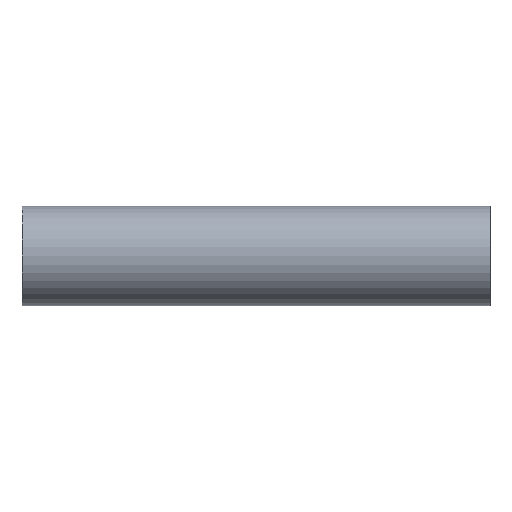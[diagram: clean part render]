
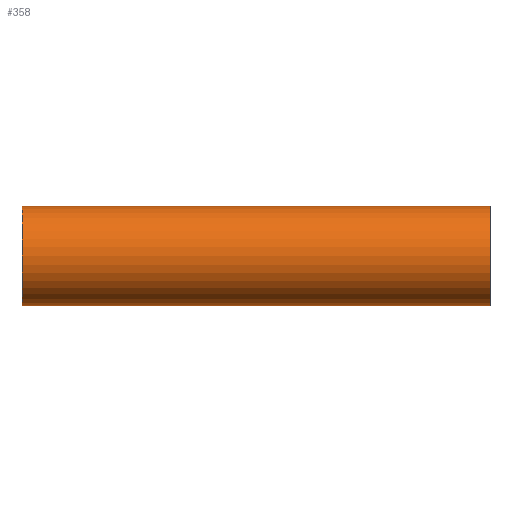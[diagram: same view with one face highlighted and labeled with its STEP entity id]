
A CAD part, left-side view. The second image highlights one B-rep face of the part: STEP entity #358.
In plain terms, the highlighted cylindrical face has radius 42.5 mm (diameter 85 mm), a partial arc.
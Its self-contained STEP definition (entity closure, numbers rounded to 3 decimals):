
#2 = CARTESIAN_POINT ( 'NONE',  ( 0., 250., -42.5 ) ) ;
#5 = DIRECTION ( 'NONE',  ( 0., 0., 1. ) ) ;
#31 = CYLINDRICAL_SURFACE ( 'NONE', #268, 42.5 ) ;
#58 = DIRECTION ( 'NONE',  ( 0., 1., 0. ) ) ;
#80 = CARTESIAN_POINT ( 'NONE',  ( 0., 250., 0. ) ) ;
#88 = CIRCLE ( 'NONE', #599, 42.5 ) ;
#105 = DIRECTION ( 'NONE',  ( 0., 0., 1. ) ) ;
#112 = CIRCLE ( 'NONE', #524, 42.5 ) ;
#129 = DIRECTION ( 'NONE',  ( 0., -1., 0. ) ) ;
#131 = VECTOR ( 'NONE', #129, 1000. ) ;
#147 = VECTOR ( 'NONE', #646, 1000. ) ;
#162 = VERTEX_POINT ( 'NONE', #659 ) ;
#174 = CARTESIAN_POINT ( 'NONE',  ( 0., -150., 42.5 ) ) ;
#247 = DIRECTION ( 'NONE',  ( 0., 0., -1. ) ) ;
#261 = CARTESIAN_POINT ( 'NONE',  ( 0., 250., 42.5 ) ) ;
#268 = AXIS2_PLACEMENT_3D ( 'NONE', #80, #307, #247 ) ;
#275 = EDGE_CURVE ( 'NONE', #618, #162, #112, .T. ) ;
#307 = DIRECTION ( 'NONE',  ( 0., -1., 0. ) ) ;
#333 = EDGE_LOOP ( 'NONE', ( #440, #742, #753, #683 ) ) ;
#358 = ADVANCED_FACE ( 'NONE', ( #727 ), #31, .T. ) ;
#369 = EDGE_CURVE ( 'NONE', #162, #678, #427, .T. ) ;
#409 = LINE ( 'NONE', #2, #147 ) ;
#427 = LINE ( 'NONE', #261, #131 ) ;
#440 = ORIENTED_EDGE ( 'NONE', *, *, #369, .F. ) ;
#457 = VERTEX_POINT ( 'NONE', #607 ) ;
#524 = AXIS2_PLACEMENT_3D ( 'NONE', #628, #560, #105 ) ;
#560 = DIRECTION ( 'NONE',  ( 0., 1., 0. ) ) ;
#599 = AXIS2_PLACEMENT_3D ( 'NONE', #709, #58, #5 ) ;
#607 = CARTESIAN_POINT ( 'NONE',  ( 0., -150., -42.5 ) ) ;
#618 = VERTEX_POINT ( 'NONE', #707 ) ;
#628 = CARTESIAN_POINT ( 'NONE',  ( 0., 250., 0. ) ) ;
#646 = DIRECTION ( 'NONE',  ( 0., -1., 0. ) ) ;
#659 = CARTESIAN_POINT ( 'NONE',  ( 0., 250., 42.5 ) ) ;
#678 = VERTEX_POINT ( 'NONE', #174 ) ;
#683 = ORIENTED_EDGE ( 'NONE', *, *, #704, .T. ) ;
#704 = EDGE_CURVE ( 'NONE', #457, #678, #88, .T. ) ;
#707 = CARTESIAN_POINT ( 'NONE',  ( 0., 250., -42.5 ) ) ;
#709 = CARTESIAN_POINT ( 'NONE',  ( 0., -150., 0. ) ) ;
#726 = EDGE_CURVE ( 'NONE', #618, #457, #409, .T. ) ;
#727 = FACE_OUTER_BOUND ( 'NONE', #333, .T. ) ;
#742 = ORIENTED_EDGE ( 'NONE', *, *, #275, .F. ) ;
#753 = ORIENTED_EDGE ( 'NONE', *, *, #726, .T. ) ;
